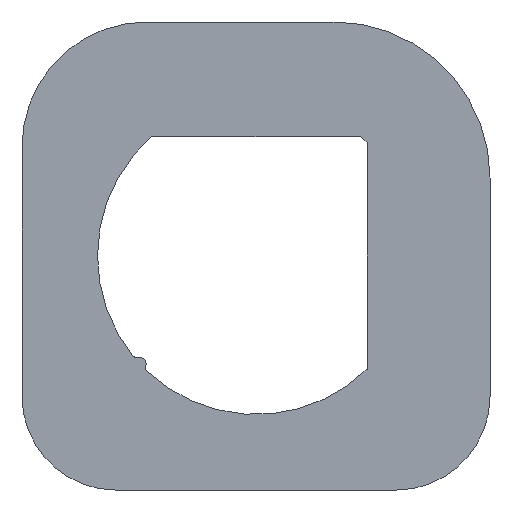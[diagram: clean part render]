
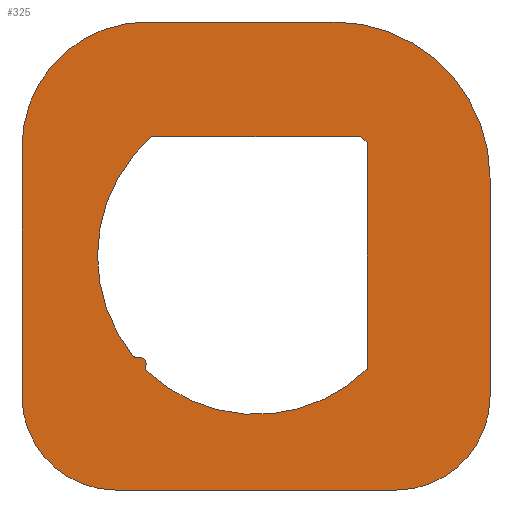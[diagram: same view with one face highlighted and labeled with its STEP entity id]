
A CAD part, front view. The second image highlights one B-rep face of the part: STEP entity #325.
In plain terms, the highlighted planar face has unit normal (0, -1, 0).
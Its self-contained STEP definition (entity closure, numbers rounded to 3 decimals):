
#25=FACE_BOUND('',#46,.T.);
#27=FACE_OUTER_BOUND('',#45,.T.);
#45=EDGE_LOOP('',(#221,#222,#223,#224,#225,#226,#227,#228));
#46=EDGE_LOOP('',(#229,#230,#231,#232,#233,#234,#235,#236));
#65=LINE('',#507,#93);
#66=LINE('',#511,#94);
#67=LINE('',#515,#95);
#68=LINE('',#518,#96);
#69=LINE('',#531,#97);
#70=LINE('',#534,#98);
#93=VECTOR('',#401,10.);
#94=VECTOR('',#404,10.);
#95=VECTOR('',#407,10.);
#96=VECTOR('',#410,10.);
#97=VECTOR('',#421,10.);
#98=VECTOR('',#424,10.);
#121=CIRCLE('',#358,15.);
#122=CIRCLE('',#359,15.);
#123=CIRCLE('',#360,25.);
#124=CIRCLE('',#361,20.);
#125=CIRCLE('',#362,25.4);
#126=CIRCLE('',#363,1.);
#127=CIRCLE('',#364,1.);
#128=CIRCLE('',#365,1.);
#129=CIRCLE('',#366,25.4);
#130=CIRCLE('',#367,25.4);
#141=VERTEX_POINT('',#503);
#142=VERTEX_POINT('',#504);
#143=VERTEX_POINT('',#506);
#144=VERTEX_POINT('',#508);
#145=VERTEX_POINT('',#510);
#146=VERTEX_POINT('',#512);
#147=VERTEX_POINT('',#514);
#148=VERTEX_POINT('',#516);
#149=VERTEX_POINT('',#519);
#150=VERTEX_POINT('',#520);
#151=VERTEX_POINT('',#522);
#152=VERTEX_POINT('',#524);
#153=VERTEX_POINT('',#526);
#154=VERTEX_POINT('',#528);
#155=VERTEX_POINT('',#530);
#156=VERTEX_POINT('',#532);
#173=EDGE_CURVE('',#141,#142,#121,.T.);
#174=EDGE_CURVE('',#142,#143,#65,.T.);
#175=EDGE_CURVE('',#143,#144,#122,.T.);
#176=EDGE_CURVE('',#144,#145,#66,.T.);
#177=EDGE_CURVE('',#145,#146,#123,.T.);
#178=EDGE_CURVE('',#146,#147,#67,.T.);
#179=EDGE_CURVE('',#147,#148,#124,.T.);
#180=EDGE_CURVE('',#148,#141,#68,.T.);
#181=EDGE_CURVE('',#149,#150,#125,.T.);
#182=EDGE_CURVE('',#150,#151,#126,.T.);
#183=EDGE_CURVE('',#151,#152,#127,.T.);
#184=EDGE_CURVE('',#152,#153,#128,.T.);
#185=EDGE_CURVE('',#153,#154,#129,.T.);
#186=EDGE_CURVE('',#154,#155,#69,.T.);
#187=EDGE_CURVE('',#155,#156,#130,.T.);
#188=EDGE_CURVE('',#156,#149,#70,.T.);
#221=ORIENTED_EDGE('',*,*,#173,.T.);
#222=ORIENTED_EDGE('',*,*,#174,.T.);
#223=ORIENTED_EDGE('',*,*,#175,.T.);
#224=ORIENTED_EDGE('',*,*,#176,.T.);
#225=ORIENTED_EDGE('',*,*,#177,.T.);
#226=ORIENTED_EDGE('',*,*,#178,.T.);
#227=ORIENTED_EDGE('',*,*,#179,.T.);
#228=ORIENTED_EDGE('',*,*,#180,.T.);
#229=ORIENTED_EDGE('',*,*,#181,.T.);
#230=ORIENTED_EDGE('',*,*,#182,.T.);
#231=ORIENTED_EDGE('',*,*,#183,.T.);
#232=ORIENTED_EDGE('',*,*,#184,.T.);
#233=ORIENTED_EDGE('',*,*,#185,.T.);
#234=ORIENTED_EDGE('',*,*,#186,.T.);
#235=ORIENTED_EDGE('',*,*,#187,.T.);
#236=ORIENTED_EDGE('',*,*,#188,.T.);
#317=PLANE('',#357);
#325=ADVANCED_FACE('',(#27,#25),#317,.F.);
#357=AXIS2_PLACEMENT_3D('',#502,#397,#398);
#358=AXIS2_PLACEMENT_3D('',#505,#399,#400);
#359=AXIS2_PLACEMENT_3D('',#509,#402,#403);
#360=AXIS2_PLACEMENT_3D('',#513,#405,#406);
#361=AXIS2_PLACEMENT_3D('',#517,#408,#409);
#362=AXIS2_PLACEMENT_3D('',#521,#411,#412);
#363=AXIS2_PLACEMENT_3D('',#523,#413,#414);
#364=AXIS2_PLACEMENT_3D('',#525,#415,#416);
#365=AXIS2_PLACEMENT_3D('',#527,#417,#418);
#366=AXIS2_PLACEMENT_3D('',#529,#419,#420);
#367=AXIS2_PLACEMENT_3D('',#533,#422,#423);
#397=DIRECTION('center_axis',(0.,1.,0.));
#398=DIRECTION('ref_axis',(1.,0.,0.));
#399=DIRECTION('center_axis',(0.,-1.,0.));
#400=DIRECTION('ref_axis',(0.,0.,-1.));
#401=DIRECTION('',(1.,0.,0.));
#402=DIRECTION('center_axis',(0.,-1.,0.));
#403=DIRECTION('ref_axis',(1.,0.,0.));
#404=DIRECTION('',(0.,0.,1.));
#405=DIRECTION('center_axis',(0.,-1.,0.));
#406=DIRECTION('ref_axis',(0.,0.,1.));
#407=DIRECTION('',(-1.,0.,0.));
#408=DIRECTION('center_axis',(0.,-1.,0.));
#409=DIRECTION('ref_axis',(-1.,0.,0.));
#410=DIRECTION('',(0.,0.,-1.));
#411=DIRECTION('center_axis',(0.,1.,0.));
#412=DIRECTION('ref_axis',(1.,0.,0.));
#413=DIRECTION('center_axis',(0.,1.,0.));
#414=DIRECTION('ref_axis',(-0.684,0.,-0.729));
#415=DIRECTION('center_axis',(0.,-1.,0.));
#416=DIRECTION('ref_axis',(-0.189,0.,0.982));
#417=DIRECTION('center_axis',(0.,1.,0.));
#418=DIRECTION('ref_axis',(0.189,0.,-0.982));
#419=DIRECTION('center_axis',(0.,1.,0.));
#420=DIRECTION('ref_axis',(-0.759,0.,-0.651));
#421=DIRECTION('',(1.,0.,0.));
#422=DIRECTION('center_axis',(0.,1.,0.));
#423=DIRECTION('ref_axis',(1.,0.,0.));
#424=DIRECTION('',(0.,0.,-1.));
#502=CARTESIAN_POINT('Origin',(0.,-0.546,0.));
#503=CARTESIAN_POINT('',(-37.5,-0.546,-22.5));
#504=CARTESIAN_POINT('',(-22.5,-0.546,-37.5));
#505=CARTESIAN_POINT('Origin',(-22.5,-0.546,-22.5));
#506=CARTESIAN_POINT('',(22.5,-0.546,-37.5));
#507=CARTESIAN_POINT('',(22.5,-0.546,-37.5));
#508=CARTESIAN_POINT('',(37.5,-0.546,-22.5));
#509=CARTESIAN_POINT('Origin',(22.5,-0.546,-22.5));
#510=CARTESIAN_POINT('',(37.5,-0.546,12.5));
#511=CARTESIAN_POINT('',(37.5,-0.546,12.5));
#512=CARTESIAN_POINT('',(12.5,-0.546,37.5));
#513=CARTESIAN_POINT('Origin',(12.5,-0.546,12.5));
#514=CARTESIAN_POINT('',(-17.5,-0.546,37.5));
#515=CARTESIAN_POINT('',(-17.5,-0.546,37.5));
#516=CARTESIAN_POINT('',(-37.5,-0.546,17.5));
#517=CARTESIAN_POINT('Origin',(-17.5,-0.546,17.5));
#518=CARTESIAN_POINT('',(-37.5,-0.546,-22.5));
#519=CARTESIAN_POINT('',(17.805,-0.546,-18.115));
#520=CARTESIAN_POINT('',(-17.377,-0.546,-18.526));
#521=CARTESIAN_POINT('Origin',(0.,-0.546,0.));
#522=CARTESIAN_POINT('',(-17.658,-0.546,-17.535));
#523=CARTESIAN_POINT('Origin',(-16.693,-0.546,-17.797));
#524=CARTESIAN_POINT('',(-18.811,-0.546,-16.291));
#525=CARTESIAN_POINT('Origin',(-18.623,-0.546,-17.273));
#526=CARTESIAN_POINT('',(-19.779,-0.546,-15.936));
#527=CARTESIAN_POINT('Origin',(-19.,-0.546,-15.309));
#528=CARTESIAN_POINT('',(-16.727,-0.546,19.115));
#529=CARTESIAN_POINT('Origin',(0.,-0.546,0.));
#530=CARTESIAN_POINT('',(16.727,-0.546,19.115));
#531=CARTESIAN_POINT('',(16.727,-0.546,19.115));
#532=CARTESIAN_POINT('',(17.805,-0.546,18.115));
#533=CARTESIAN_POINT('Origin',(0.,-0.546,0.));
#534=CARTESIAN_POINT('',(17.805,-0.546,-18.115));
